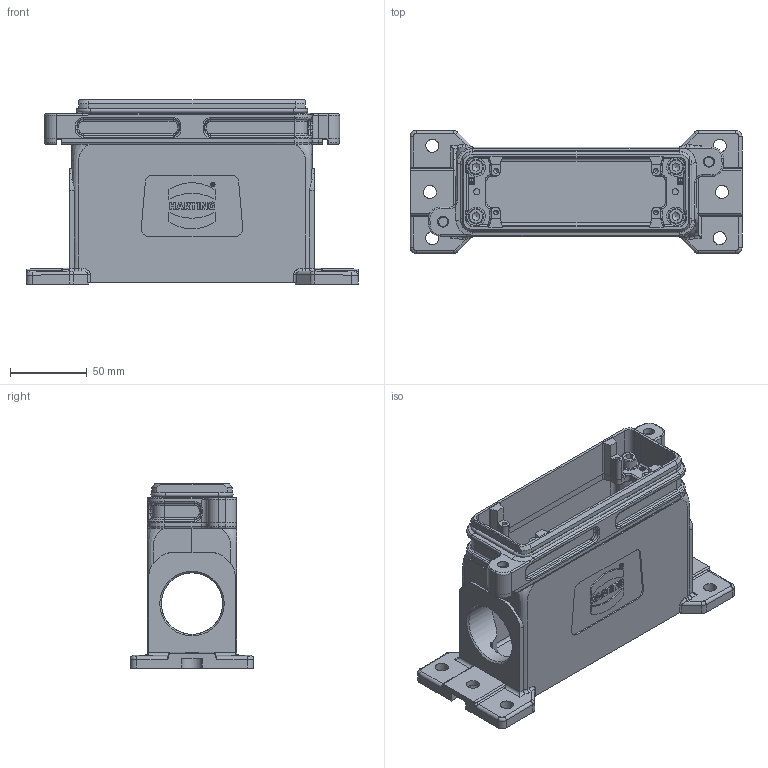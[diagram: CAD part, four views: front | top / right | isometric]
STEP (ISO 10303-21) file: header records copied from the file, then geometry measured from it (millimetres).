
FILE_DESCRIPTION(/* description */ (''),/* implementation_level */ '2;1');
FILE_NAME(/* name */ '100197419ugm000_d.stp',/* time_stamp */ '2017-11-06T09:05:44+01:00',/* author */ (''),/* organization */ (''),/* preprocessor_version */ 'ST-DEVELOPER v16',/* originating_system */ 'SIEMENS PLM Software NX 10.0',/* authorisation */ '');
FILE_SCHEMA (('AUTOMOTIVE_DESIGN { 1 0 10303 214 3 1 1 1 }'));
Length unit declared in the file: millimetre
Products named in the file (1): 100197419ugm000_d
Bounding box: 216 x 80 x 119.9 mm (x, y, z)
Volume: 420078.5 mm3; surface area: 130729.2 mm2
Topology: 1 solids, 5 shells, 1043 faces, 2680 edges, 1685 vertices
Faces by surface type: plane 531, cylinder 278, bspline 119, cone 65, torus 46, sphere 4
Full cylindrical faces by diameter (mm): 2.26 x1, 2.957 x1, 3 x4, 3.355 x2, 3.599 x2, 4 x2, 6 x2, 7.1 x2, 8.5 x6, 10 x4, 12 x4, 40 x2
Entity records: 44575 total; most frequent: CARTESIAN_POINT 12970, ORIENTED_EDGE 5182, DIRECTION 4751, EDGE_CURVE 2591, VERTEX_POINT 1655, AXIS2_PLACEMENT_3D 1602, LINE 1547, VECTOR 1547
